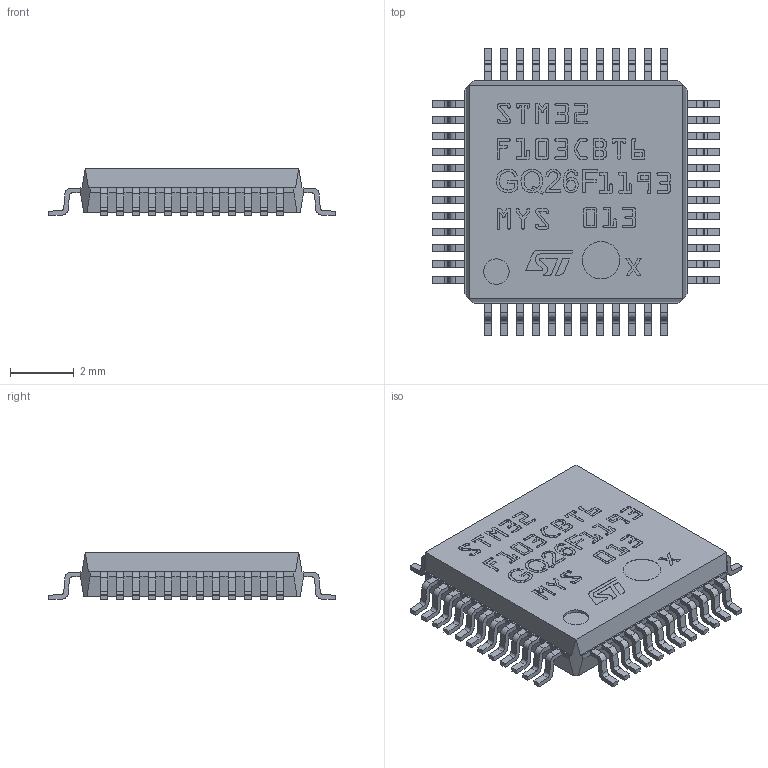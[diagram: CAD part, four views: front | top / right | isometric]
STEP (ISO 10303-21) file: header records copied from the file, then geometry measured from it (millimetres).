
FILE_DESCRIPTION(/* description */ (''),/* implementation_level */ '2;1');
FILE_NAME(/* name */ 'STM32 LQFP48.step',/* time_stamp */ '2020-03-26T23:06:02+01:00',/* author */ (''),/* organization */ (''),/* preprocessor_version */ 'ST-DEVELOPER v18',/* originating_system */ 'Autodesk Translation Framework v8.12.0.6',/* authorisation */ '');
FILE_SCHEMA (('AUTOMOTIVE_DESIGN { 1 0 10303 214 3 1 1 }'));
Length unit declared in the file: millimetre
Products named in the file (1): STM32 LQFP48
Bounding box: 9.02 x 9.02 x 1.5 mm (x, y, z)
Volume: 68.2 mm3; surface area: 186.6 mm2
Topology: 1 solids, 1 shells, 1470 faces, 4178 edges, 2752 vertices
Faces by surface type: plane 766, bspline 446, cylinder 258
Full cylindrical faces by diameter (mm): 0.8 x1, 1.174 x1
Entity records: 51673 total; most frequent: CARTESIAN_POINT 16013, ORIENTED_EDGE 8356, DIRECTION 5847, EDGE_CURVE 4178, LINE 2765, VECTOR 2765, VERTEX_POINT 2752, AXIS2_PLACEMENT_3D 1541
